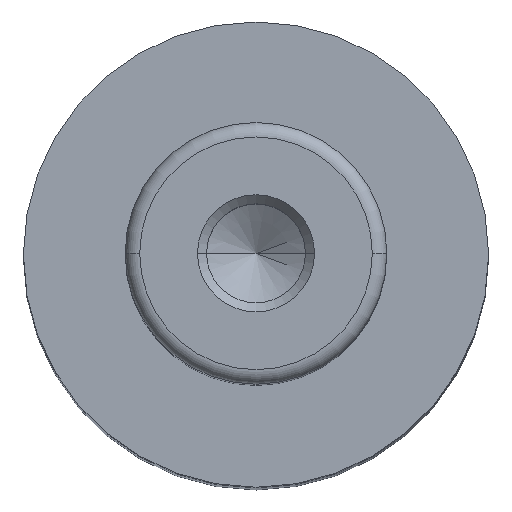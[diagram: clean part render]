
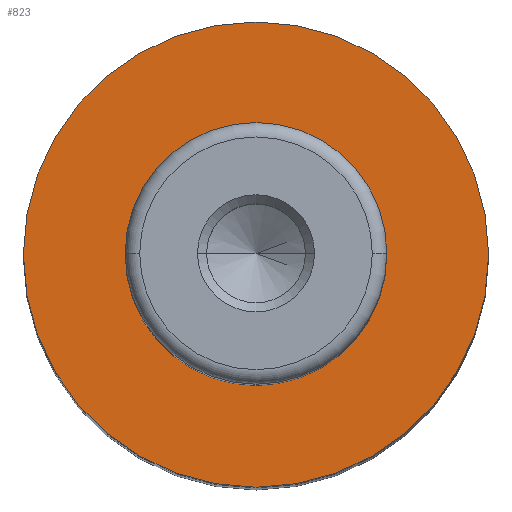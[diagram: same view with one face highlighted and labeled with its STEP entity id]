
A CAD part, top view. The second image highlights one B-rep face of the part: STEP entity #823.
In plain terms, the highlighted planar face has unit normal (0, 0, 1).
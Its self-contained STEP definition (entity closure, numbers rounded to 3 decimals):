
#22 = CARTESIAN_POINT ( 'NONE',  ( -9., 0., 108. ) ) ;
#58 = VERTEX_POINT ( 'NONE', #1023 ) ;
#75 = AXIS2_PLACEMENT_3D ( 'NONE', #1050, #212, #87 ) ;
#80 = CIRCLE ( 'NONE', #75, 16. ) ;
#87 = DIRECTION ( 'NONE',  ( -1., 0., 0. ) ) ;
#128 = DIRECTION ( 'NONE',  ( -1., 0., 0. ) ) ;
#177 = AXIS2_PLACEMENT_3D ( 'NONE', #535, #733, #1142 ) ;
#186 = AXIS2_PLACEMENT_3D ( 'NONE', #247, #229, #128 ) ;
#206 = AXIS2_PLACEMENT_3D ( 'NONE', #1173, #341, #505 ) ;
#212 = DIRECTION ( 'NONE',  ( 0., 0., -1. ) ) ;
#217 = ORIENTED_EDGE ( 'NONE', *, *, #813, .T. ) ;
#229 = DIRECTION ( 'NONE',  ( 0., 0., -1. ) ) ;
#247 = CARTESIAN_POINT ( 'NONE',  ( 0., 0., 108. ) ) ;
#307 = EDGE_CURVE ( 'NONE', #696, #58, #556, .T. ) ;
#335 = CARTESIAN_POINT ( 'NONE',  ( 16., 0., 108. ) ) ;
#341 = DIRECTION ( 'NONE',  ( 0., 0., -1. ) ) ;
#351 = PLANE ( 'NONE',  #177 ) ;
#505 = DIRECTION ( 'NONE',  ( -1., 0., 0. ) ) ;
#535 = CARTESIAN_POINT ( 'NONE',  ( -9., 0., 108. ) ) ;
#543 = DIRECTION ( 'NONE',  ( -1., 0., 0. ) ) ;
#552 = AXIS2_PLACEMENT_3D ( 'NONE', #754, #833, #543 ) ;
#556 = CIRCLE ( 'NONE', #552, 16. ) ;
#574 = CIRCLE ( 'NONE', #186, 9. ) ;
#583 = ORIENTED_EDGE ( 'NONE', *, *, #1084, .F. ) ;
#586 = CARTESIAN_POINT ( 'NONE',  ( 9., 0., 108. ) ) ;
#636 = CIRCLE ( 'NONE', #206, 9. ) ;
#688 = VERTEX_POINT ( 'NONE', #22 ) ;
#696 = VERTEX_POINT ( 'NONE', #335 ) ;
#726 = EDGE_CURVE ( 'NONE', #1053, #688, #636, .T. ) ;
#733 = DIRECTION ( 'NONE',  ( 0., 0., 1. ) ) ;
#754 = CARTESIAN_POINT ( 'NONE',  ( 0., 0., 108. ) ) ;
#763 = ORIENTED_EDGE ( 'NONE', *, *, #307, .F. ) ;
#813 = EDGE_CURVE ( 'NONE', #688, #1053, #574, .T. ) ;
#823 = ADVANCED_FACE ( 'NONE', ( #840, #1008 ), #351, .T. ) ;
#833 = DIRECTION ( 'NONE',  ( 0., 0., -1. ) ) ;
#840 = FACE_BOUND ( 'NONE', #1098, .T. ) ;
#972 = EDGE_LOOP ( 'NONE', ( #583, #763 ) ) ;
#1008 = FACE_OUTER_BOUND ( 'NONE', #972, .T. ) ;
#1023 = CARTESIAN_POINT ( 'NONE',  ( -16., 0., 108. ) ) ;
#1050 = CARTESIAN_POINT ( 'NONE',  ( 0., 0., 108. ) ) ;
#1053 = VERTEX_POINT ( 'NONE', #586 ) ;
#1084 = EDGE_CURVE ( 'NONE', #58, #696, #80, .T. ) ;
#1098 = EDGE_LOOP ( 'NONE', ( #217, #1161 ) ) ;
#1142 = DIRECTION ( 'NONE',  ( 1., 0., 0. ) ) ;
#1161 = ORIENTED_EDGE ( 'NONE', *, *, #726, .T. ) ;
#1173 = CARTESIAN_POINT ( 'NONE',  ( 0., 0., 108. ) ) ;
